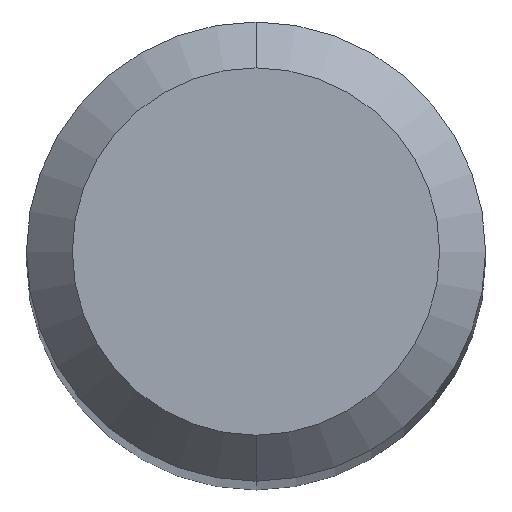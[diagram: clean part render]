
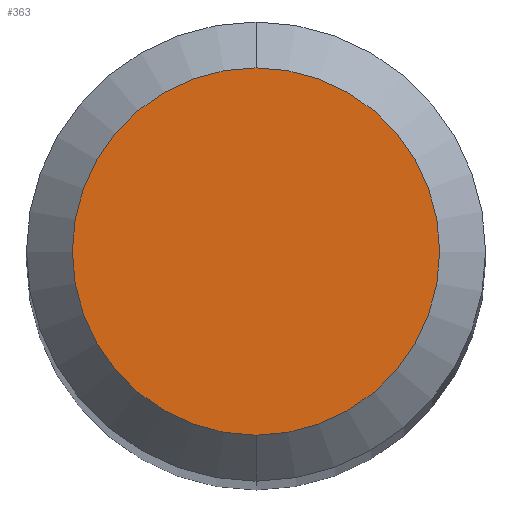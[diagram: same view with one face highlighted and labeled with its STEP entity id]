
A CAD part, top view. The second image highlights one B-rep face of the part: STEP entity #363.
In plain terms, the highlighted planar face has unit normal (0, 0, 1).
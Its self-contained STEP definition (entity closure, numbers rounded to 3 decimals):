
#219=VERTEX_POINT('',#516);
#237=EDGE_CURVE('',#313,#219,#538,.T.);
#313=VERTEX_POINT('',#624);
#363=ADVANCED_FACE('',(#676),#677,.T.);
#437=EDGE_CURVE('',#219,#313,#756,.T.);
#516=CARTESIAN_POINT('',(0.0,1.2,0.0));
#538=CIRCLE('',#922,1.2);
#624=CARTESIAN_POINT('',(0.,-1.2,0.0));
#676=FACE_OUTER_BOUND('',#1206,.T.);
#677=PLANE('',#1207);
#756=CIRCLE('',#1374,1.2);
#922=AXIS2_PLACEMENT_3D('',#1483,#1484,#1485);
#1206=EDGE_LOOP('',(#1625,#1626));
#1207=AXIS2_PLACEMENT_3D('',#1627,#1628,#1629);
#1374=AXIS2_PLACEMENT_3D('',#1709,#1710,#1711);
#1483=CARTESIAN_POINT('',(0.0,0.0,0.0));
#1484=DIRECTION('',(0.0,0.0,-1.0));
#1485=DIRECTION('',(0.0,1.0,0.0));
#1625=ORIENTED_EDGE('',*,*,#437,.F.);
#1626=ORIENTED_EDGE('',*,*,#237,.F.);
#1627=CARTESIAN_POINT('',(0.0,0.6,0.0));
#1628=DIRECTION('',(-0.0,0.0,1.0));
#1629=DIRECTION('',(0.0,-1.0,0.0));
#1709=CARTESIAN_POINT('',(0.0,0.0,0.0));
#1710=DIRECTION('',(0.0,0.0,-1.0));
#1711=DIRECTION('',(0.0,1.0,0.0));
